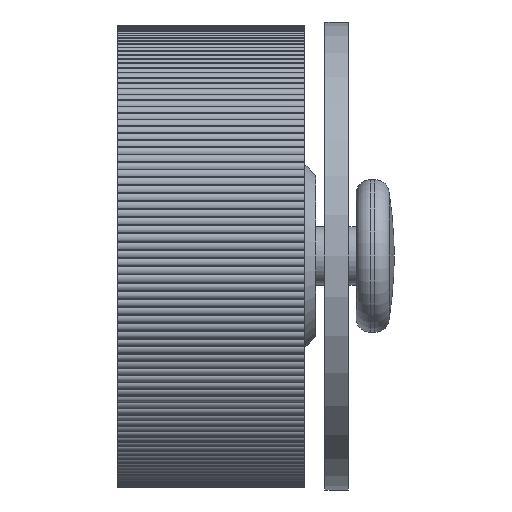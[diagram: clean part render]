
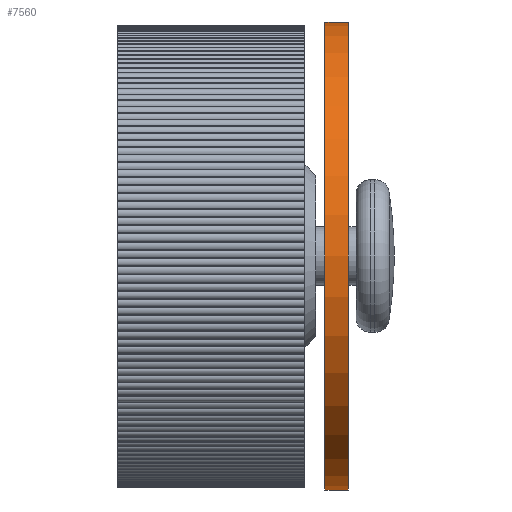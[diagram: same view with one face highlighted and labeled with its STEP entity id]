
A CAD part, left-side view. The second image highlights one B-rep face of the part: STEP entity #7560.
In plain terms, the highlighted cylindrical face has radius 16.256 mm (diameter 32.512 mm), a partial arc.
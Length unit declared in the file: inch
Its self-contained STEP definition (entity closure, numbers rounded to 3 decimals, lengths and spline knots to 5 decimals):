
#1762 = CARTESIAN_POINT ( 'NONE',  ( -1.75, 0.032, -0.64 ) ) ;
#1767 = AXIS2_PLACEMENT_3D ( 'NONE', #1800, #1794, #1793 ) ;
#1773 = FACE_OUTER_BOUND ( 'NONE', #7566, .T. ) ;
#1793 = DIRECTION ( 'NONE',  ( 0., 0., -1. ) ) ;
#1794 = DIRECTION ( 'NONE',  ( 0., -1., 0. ) ) ;
#1799 = CYLINDRICAL_SURFACE ( 'NONE', #1767, 0.64 ) ;
#1800 = CARTESIAN_POINT ( 'NONE',  ( -1.75, 0.032, 0. ) ) ;
#1858 = DIRECTION ( 'NONE',  ( 0., -1., 0. ) ) ;
#1859 = VECTOR ( 'NONE', #1858, 39.37008 ) ;
#1864 = LINE ( 'NONE', #1890, #1859 ) ;
#1890 = CARTESIAN_POINT ( 'NONE',  ( -1.75, 0.032, 0.64 ) ) ;
#1988 = LINE ( 'NONE', #2014, #2013 ) ;
#1989 = AXIS2_PLACEMENT_3D ( 'NONE', #2028, #2019, #2018 ) ;
#2008 = CARTESIAN_POINT ( 'NONE',  ( -1.75, -0.032, 0.64 ) ) ;
#2011 = CARTESIAN_POINT ( 'NONE',  ( -1.75, -0.032, -0.64 ) ) ;
#2012 = DIRECTION ( 'NONE',  ( 0., -1., 0. ) ) ;
#2013 = VECTOR ( 'NONE', #2012, 39.37008 ) ;
#2014 = CARTESIAN_POINT ( 'NONE',  ( -1.75, 0.032, -0.64 ) ) ;
#2018 = DIRECTION ( 'NONE',  ( 0., 0., 1. ) ) ;
#2019 = DIRECTION ( 'NONE',  ( 0., 1., 0. ) ) ;
#2021 = CIRCLE ( 'NONE', #1989, 0.64 ) ;
#2028 = CARTESIAN_POINT ( 'NONE',  ( -1.75, 0.032, 0. ) ) ;
#2056 = CIRCLE ( 'NONE', #2061, 0.64 ) ;
#2061 = AXIS2_PLACEMENT_3D ( 'NONE', #2170, #2169, #2168 ) ;
#2168 = DIRECTION ( 'NONE',  ( 0., 0., 1. ) ) ;
#2169 = DIRECTION ( 'NONE',  ( 0., 1., 0. ) ) ;
#2170 = CARTESIAN_POINT ( 'NONE',  ( -1.75, -0.032, 0. ) ) ;
#2172 = CARTESIAN_POINT ( 'NONE',  ( -1.75, 0.032, 0.64 ) ) ;
#7559 = VERTEX_POINT ( 'NONE', #1762 ) ;
#7560 = ADVANCED_FACE ( 'NONE', ( #1773 ), #1799, .T. ) ;
#7566 = EDGE_LOOP ( 'NONE', ( #7625, #7574, #7616, #7614 ) ) ;
#7572 = EDGE_CURVE ( 'NONE', #7641, #7626, #1864, .T. ) ;
#7574 = ORIENTED_EDGE ( 'NONE', *, *, #7613, .F. ) ;
#7613 = EDGE_CURVE ( 'NONE', #7559, #7641, #2021, .T. ) ;
#7614 = ORIENTED_EDGE ( 'NONE', *, *, #7635, .T. ) ;
#7615 = EDGE_CURVE ( 'NONE', #7559, #7617, #1988, .T. ) ;
#7616 = ORIENTED_EDGE ( 'NONE', *, *, #7615, .T. ) ;
#7617 = VERTEX_POINT ( 'NONE', #2011 ) ;
#7625 = ORIENTED_EDGE ( 'NONE', *, *, #7572, .F. ) ;
#7626 = VERTEX_POINT ( 'NONE', #2008 ) ;
#7635 = EDGE_CURVE ( 'NONE', #7617, #7626, #2056, .T. ) ;
#7641 = VERTEX_POINT ( 'NONE', #2172 ) ;
